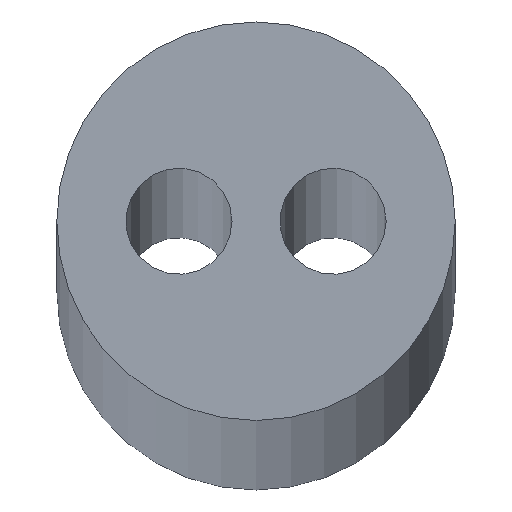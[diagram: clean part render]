
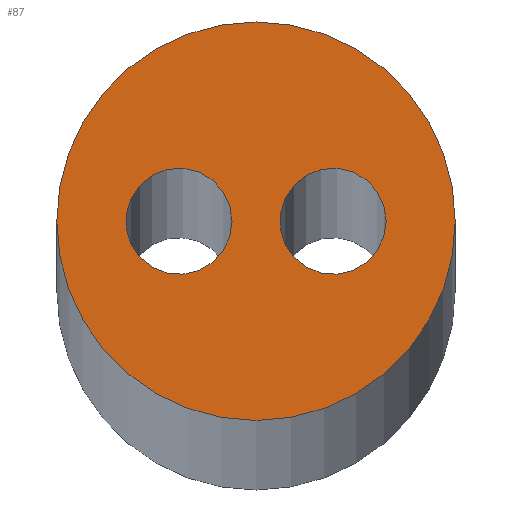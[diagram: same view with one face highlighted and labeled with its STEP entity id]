
A CAD part, top view. The second image highlights one B-rep face of the part: STEP entity #87.
In plain terms, the highlighted planar face has unit normal (0, 0, 1).
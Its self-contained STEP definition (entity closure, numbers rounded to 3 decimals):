
#17=FACE_BOUND('',#33,.T.);
#18=FACE_BOUND('',#34,.T.);
#20=PLANE('',#118);
#25=FACE_OUTER_BOUND('',#32,.T.);
#32=EDGE_LOOP('',(#77));
#33=EDGE_LOOP('',(#78));
#34=EDGE_LOOP('',(#79));
#42=CIRCLE('',#110,0.4);
#44=CIRCLE('',#113,0.4);
#45=CIRCLE('',#115,1.5);
#48=VERTEX_POINT('',#150);
#50=VERTEX_POINT('',#156);
#51=VERTEX_POINT('',#160);
#55=EDGE_CURVE('',#48,#48,#42,.T.);
#58=EDGE_CURVE('',#50,#50,#44,.T.);
#59=EDGE_CURVE('',#51,#51,#45,.T.);
#77=ORIENTED_EDGE('',*,*,#59,.T.);
#78=ORIENTED_EDGE('',*,*,#55,.T.);
#79=ORIENTED_EDGE('',*,*,#58,.T.);
#87=ADVANCED_FACE('',(#25,#17,#18),#20,.T.);
#110=AXIS2_PLACEMENT_3D('',#152,#126,#127);
#113=AXIS2_PLACEMENT_3D('',#158,#133,#134);
#115=AXIS2_PLACEMENT_3D('',#161,#137,#138);
#118=AXIS2_PLACEMENT_3D('',#166,#144,#145);
#126=DIRECTION('center_axis',(0.,0.,-1.));
#127=DIRECTION('ref_axis',(-1.,0.,0.));
#133=DIRECTION('center_axis',(0.,0.,-1.));
#134=DIRECTION('ref_axis',(-1.,0.,0.));
#137=DIRECTION('center_axis',(0.,0.,1.));
#138=DIRECTION('ref_axis',(-1.,0.,0.));
#144=DIRECTION('center_axis',(0.,0.,1.));
#145=DIRECTION('ref_axis',(1.,0.,0.));
#150=CARTESIAN_POINT('',(0.98,0.,300.));
#152=CARTESIAN_POINT('Origin',(0.58,0.,300.));
#156=CARTESIAN_POINT('',(-0.18,0.,300.));
#158=CARTESIAN_POINT('Origin',(-0.58,0.,300.));
#160=CARTESIAN_POINT('',(1.5,0.,300.));
#161=CARTESIAN_POINT('Origin',(0.,0.,300.));
#166=CARTESIAN_POINT('Origin',(0.,0.,
300.));
